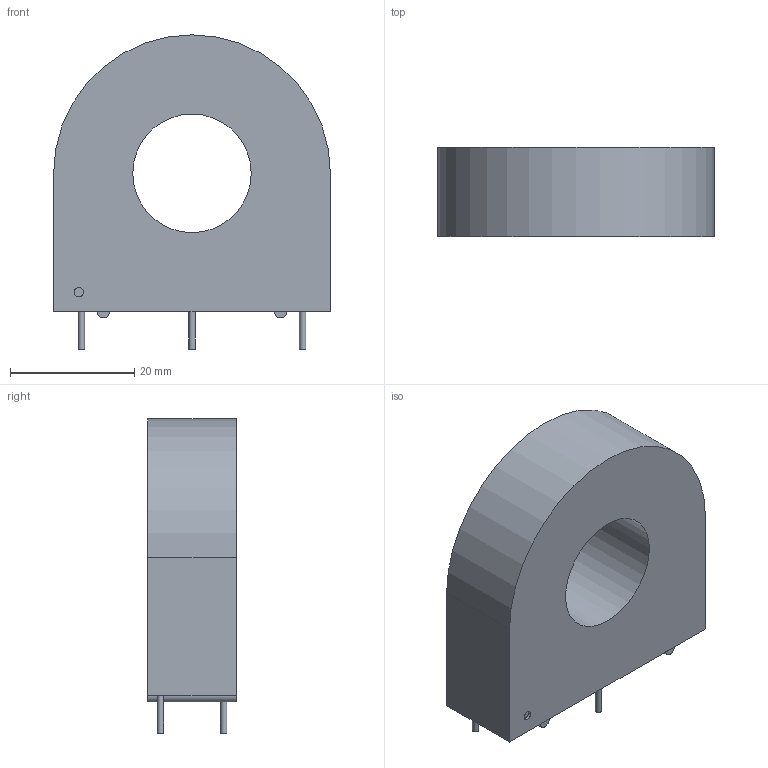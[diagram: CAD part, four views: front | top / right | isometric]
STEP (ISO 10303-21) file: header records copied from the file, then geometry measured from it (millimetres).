
FILE_DESCRIPTION(/* description */ (''),/* implementation_level */ '2;1');
FILE_NAME(/* name */ 'AC1100.step',/* time_stamp */ '2022-06-30T12:57:02+02:00',/* author */ (''),/* organization */ (''),/* preprocessor_version */ 'ST-DEVELOPER v19',/* originating_system */ 'Autodesk Translation Framework v11.7.0.108',/* authorisation */ '');
FILE_SCHEMA (('AUTOMOTIVE_DESIGN { 1 0 10303 214 3 1 1 }'));
Length unit declared in the file: millimetre
Products named in the file (1): AC1100
Bounding box: 44.5 x 14.3 x 50.5 mm (x, y, z)
Volume: 20000.4 mm3; surface area: 6506.1 mm2
Topology: 6 solids, 6 shells, 38 faces, 65 edges, 42 vertices
Faces by surface type: plane 23, cylinder 13, torus 2
Full cylindrical faces by diameter (mm): 1.016 x3, 1.5 x1, 19.05 x1, 21.05 x1
Entity records: 970 total; most frequent: DIRECTION 171, CARTESIAN_POINT 146, ORIENTED_EDGE 130, AXIS2_PLACEMENT_3D 67, EDGE_CURVE 65, EDGE_LOOP 43, VERTEX_POINT 42, FACE_OUTER_BOUND 38
